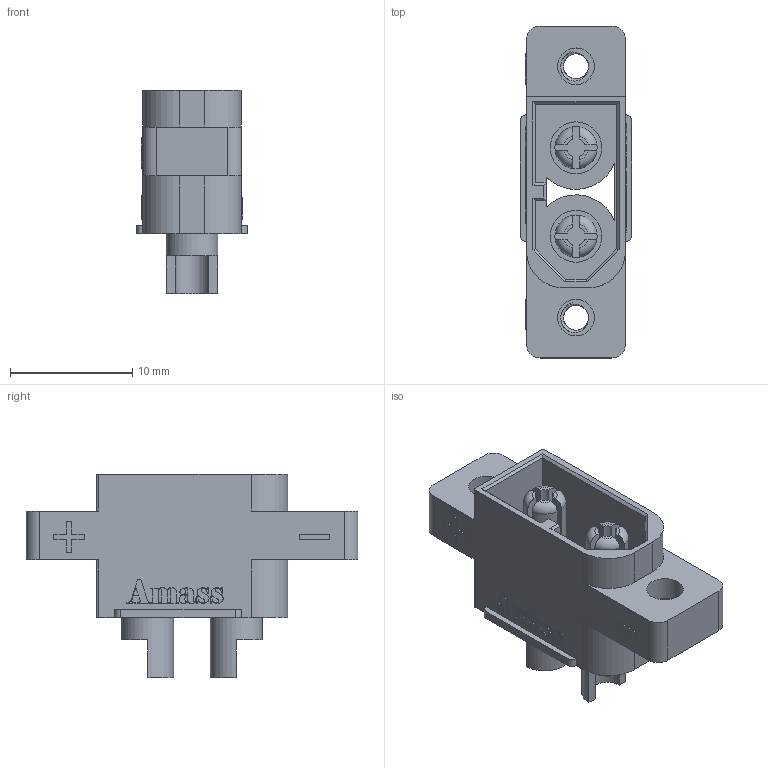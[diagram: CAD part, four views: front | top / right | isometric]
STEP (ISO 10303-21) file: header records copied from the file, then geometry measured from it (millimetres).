
FILE_DESCRIPTION(/* description */ (''),/* implementation_level */ '2;1');
FILE_NAME(/* name */ 'XT60E-M_V1.1.stp',/* time_stamp */ '2017-12-21T11:39:35+01:00',/* author */ (''),/* organization */ (''),/* preprocessor_version */ 'ST-DEVELOPER v16',/* originating_system */ 'SIEMENS PLM Software NX 11.0',/* authorisation */ '');
FILE_SCHEMA (('AUTOMOTIVE_DESIGN { 1 0 10303 214 3 1 1 1 }'));
Length unit declared in the file: millimetre
Products named in the file (1): XT60E-M_V1.0
Bounding box: 9.1 x 27.2 x 16.65 mm (x, y, z)
Volume: 1090.8 mm3; surface area: 2078.9 mm2
Topology: 1 solids, 1 shells, 340 faces, 1011 edges, 769 vertices
Faces by surface type: plane 222, extrusion 60, cylinder 42, torus 8, bspline 4, cone 4
Full cylindrical faces by diameter (mm): 2.75 x2, 3 x2, 3.45 x2, 4.25 x4
Entity records: 18878 total; most frequent: CARTESIAN_POINT 8056, ORIENTED_EDGE 1800, DIRECTION 1321, EDGE_CURVE 900, VERTEX_POINT 604, VECTOR 503, B_SPLINE_CURVE_WITH_KNOTS 471, LINE 443
